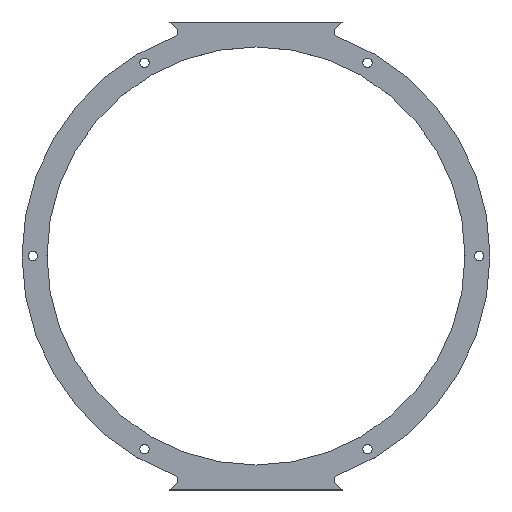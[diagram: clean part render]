
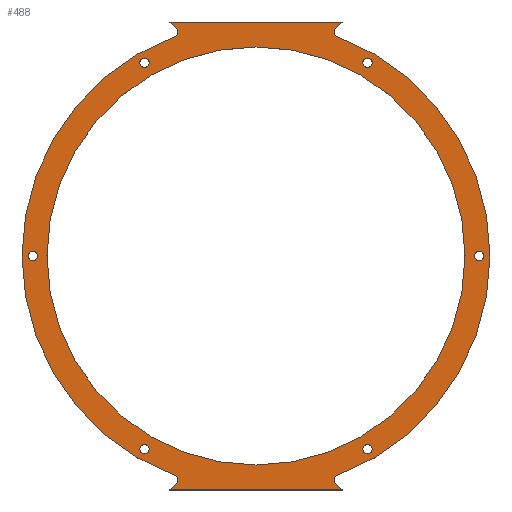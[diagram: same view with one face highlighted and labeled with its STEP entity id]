
A CAD part, top view. The second image highlights one B-rep face of the part: STEP entity #488.
In plain terms, the highlighted planar face has unit normal (0, 0, 1).
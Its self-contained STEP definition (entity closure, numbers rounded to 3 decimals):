
#15=FACE_BOUND('',#88,.T.);
#16=FACE_BOUND('',#89,.T.);
#17=FACE_BOUND('',#90,.T.);
#18=FACE_BOUND('',#91,.T.);
#19=FACE_BOUND('',#92,.T.);
#20=FACE_BOUND('',#93,.T.);
#21=FACE_BOUND('',#94,.T.);
#35=PLANE('',#568);
#62=FACE_OUTER_BOUND('',#87,.T.);
#87=EDGE_LOOP('',(#412,#413,#414,#415,#416,#417,#418,#419,#420,#421,#422,
#423));
#88=EDGE_LOOP('',(#424));
#89=EDGE_LOOP('',(#425));
#90=EDGE_LOOP('',(#426));
#91=EDGE_LOOP('',(#427));
#92=EDGE_LOOP('',(#428));
#93=EDGE_LOOP('',(#429));
#94=EDGE_LOOP('',(#430));
#115=LINE('',#787,#150);
#120=LINE('',#802,#155);
#125=LINE('',#817,#160);
#129=LINE('',#827,#164);
#133=LINE('',#844,#168);
#136=LINE('',#851,#171);
#150=VECTOR('',#644,10.);
#155=VECTOR('',#657,10.);
#160=VECTOR('',#670,10.);
#164=VECTOR('',#682,10.);
#168=VECTOR('',#700,10.);
#171=VECTOR('',#711,10.);
#173=CIRCLE('',#514,1.5);
#175=CIRCLE('',#517,1.5);
#177=CIRCLE('',#520,1.5);
#179=CIRCLE('',#523,1.5);
#181=CIRCLE('',#526,1.5);
#183=CIRCLE('',#529,1.5);
#191=CIRCLE('',#541,67.);
#193=CIRCLE('',#545,1.6);
#195=CIRCLE('',#549,1.6);
#197=CIRCLE('',#553,1.6);
#199=CIRCLE('',#557,75.);
#200=CIRCLE('',#559,75.);
#203=CIRCLE('',#564,1.6);
#205=VERTEX_POINT('',#723);
#207=VERTEX_POINT('',#729);
#209=VERTEX_POINT('',#735);
#211=VERTEX_POINT('',#741);
#213=VERTEX_POINT('',#747);
#215=VERTEX_POINT('',#753);
#223=VERTEX_POINT('',#777);
#226=VERTEX_POINT('',#784);
#227=VERTEX_POINT('',#786);
#229=VERTEX_POINT('',#792);
#232=VERTEX_POINT('',#799);
#233=VERTEX_POINT('',#801);
#235=VERTEX_POINT('',#807);
#238=VERTEX_POINT('',#814);
#239=VERTEX_POINT('',#816);
#241=VERTEX_POINT('',#822);
#243=VERTEX_POINT('',#831);
#246=VERTEX_POINT('',#841);
#247=VERTEX_POINT('',#843);
#249=EDGE_CURVE('',#205,#205,#173,.T.);
#252=EDGE_CURVE('',#207,#207,#175,.T.);
#255=EDGE_CURVE('',#209,#209,#177,.T.);
#258=EDGE_CURVE('',#211,#211,#179,.T.);
#261=EDGE_CURVE('',#213,#213,#181,.T.);
#264=EDGE_CURVE('',#215,#215,#183,.T.);
#276=EDGE_CURVE('',#223,#223,#191,.T.);
#280=EDGE_CURVE('',#227,#226,#115,.T.);
#283=EDGE_CURVE('',#229,#227,#193,.T.);
#287=EDGE_CURVE('',#232,#233,#120,.T.);
#291=EDGE_CURVE('',#235,#232,#195,.T.);
#294=EDGE_CURVE('',#238,#239,#125,.T.);
#298=EDGE_CURVE('',#241,#238,#197,.T.);
#300=EDGE_CURVE('',#239,#226,#129,.T.);
#303=EDGE_CURVE('',#241,#243,#199,.T.);
#304=EDGE_CURVE('',#235,#229,#200,.T.);
#308=EDGE_CURVE('',#247,#246,#133,.T.);
#311=EDGE_CURVE('',#243,#247,#203,.T.);
#313=EDGE_CURVE('',#233,#246,#136,.T.);
#412=ORIENTED_EDGE('',*,*,#304,.T.);
#413=ORIENTED_EDGE('',*,*,#283,.T.);
#414=ORIENTED_EDGE('',*,*,#280,.T.);
#415=ORIENTED_EDGE('',*,*,#300,.F.);
#416=ORIENTED_EDGE('',*,*,#294,.F.);
#417=ORIENTED_EDGE('',*,*,#298,.F.);
#418=ORIENTED_EDGE('',*,*,#303,.T.);
#419=ORIENTED_EDGE('',*,*,#311,.T.);
#420=ORIENTED_EDGE('',*,*,#308,.T.);
#421=ORIENTED_EDGE('',*,*,#313,.F.);
#422=ORIENTED_EDGE('',*,*,#287,.F.);
#423=ORIENTED_EDGE('',*,*,#291,.F.);
#424=ORIENTED_EDGE('',*,*,#249,.T.);
#425=ORIENTED_EDGE('',*,*,#252,.T.);
#426=ORIENTED_EDGE('',*,*,#255,.T.);
#427=ORIENTED_EDGE('',*,*,#258,.T.);
#428=ORIENTED_EDGE('',*,*,#261,.T.);
#429=ORIENTED_EDGE('',*,*,#264,.T.);
#430=ORIENTED_EDGE('',*,*,#276,.T.);
#488=ADVANCED_FACE('',(#62,#15,#16,#17,#18,#19,#20,#21),#35,.T.);
#514=AXIS2_PLACEMENT_3D('',#724,#574,#575);
#517=AXIS2_PLACEMENT_3D('',#730,#581,#582);
#520=AXIS2_PLACEMENT_3D('',#736,#588,#589);
#523=AXIS2_PLACEMENT_3D('',#742,#595,#596);
#526=AXIS2_PLACEMENT_3D('',#748,#602,#603);
#529=AXIS2_PLACEMENT_3D('',#754,#609,#610);
#541=AXIS2_PLACEMENT_3D('',#778,#637,#638);
#545=AXIS2_PLACEMENT_3D('',#793,#650,#651);
#549=AXIS2_PLACEMENT_3D('',#809,#664,#665);
#553=AXIS2_PLACEMENT_3D('',#824,#677,#678);
#557=AXIS2_PLACEMENT_3D('',#833,#688,#689);
#559=AXIS2_PLACEMENT_3D('',#835,#692,#693);
#564=AXIS2_PLACEMENT_3D('',#848,#706,#707);
#568=AXIS2_PLACEMENT_3D('',#856,#717,#718);
#574=DIRECTION('center_axis',(0.,0.,-1.));
#575=DIRECTION('ref_axis',(0.5,-0.866,0.));
#581=DIRECTION('center_axis',(0.,0.,-1.));
#582=DIRECTION('ref_axis',(-0.5,-0.866,0.));
#588=DIRECTION('center_axis',(0.,0.,-1.));
#589=DIRECTION('ref_axis',(-1.,0.,0.));
#595=DIRECTION('center_axis',(0.,0.,-1.));
#596=DIRECTION('ref_axis',(-0.5,0.866,0.));
#602=DIRECTION('center_axis',(0.,0.,-1.));
#603=DIRECTION('ref_axis',(0.5,0.866,0.));
#609=DIRECTION('center_axis',(0.,0.,-1.));
#610=DIRECTION('ref_axis',(1.,0.,0.));
#637=DIRECTION('center_axis',(0.,0.,-1.));
#638=DIRECTION('ref_axis',(-1.,0.,0.));
#644=DIRECTION('',(-0.748,-0.663,0.));
#650=DIRECTION('center_axis',(0.,0.,-1.));
#651=DIRECTION('ref_axis',(-0.663,0.748,0.));
#657=DIRECTION('',(-0.748,0.663,0.));
#664=DIRECTION('center_axis',(0.,0.,1.));
#665=DIRECTION('ref_axis',(-0.663,-0.748,0.));
#670=DIRECTION('',(0.748,-0.663,0.));
#677=DIRECTION('center_axis',(0.,0.,1.));
#678=DIRECTION('ref_axis',(0.663,0.748,0.));
#682=DIRECTION('',(-1.,0.,0.));
#688=DIRECTION('center_axis',(0.,0.,1.));
#689=DIRECTION('ref_axis',(1.,0.,0.));
#692=DIRECTION('center_axis',(0.,0.,1.));
#693=DIRECTION('ref_axis',(1.,0.,0.));
#700=DIRECTION('',(0.748,0.663,0.));
#706=DIRECTION('center_axis',(0.,0.,-1.));
#707=DIRECTION('ref_axis',(0.663,-0.748,0.));
#711=DIRECTION('',(1.,0.,0.));
#717=DIRECTION('center_axis',(0.,0.,1.));
#718=DIRECTION('ref_axis',(1.,0.,0.));
#723=CARTESIAN_POINT('',(35.,-60.622,6.));
#724=CARTESIAN_POINT('Origin',(35.75,-61.921,6.));
#729=CARTESIAN_POINT('',(-35.,-60.622,6.));
#730=CARTESIAN_POINT('Origin',(-35.75,-61.921,6.));
#735=CARTESIAN_POINT('',(-70.,0.,6.));
#736=CARTESIAN_POINT('Origin',(-71.5,0.,6.));
#741=CARTESIAN_POINT('',(-35.,60.622,6.));
#742=CARTESIAN_POINT('Origin',(-35.75,61.921,6.));
#747=CARTESIAN_POINT('',(35.,60.622,6.));
#748=CARTESIAN_POINT('Origin',(35.75,61.921,6.));
#753=CARTESIAN_POINT('',(70.,0.,6.));
#754=CARTESIAN_POINT('Origin',(71.5,0.,6.));
#777=CARTESIAN_POINT('',(67.,0.,6.));
#778=CARTESIAN_POINT('Origin',(0.,0.,6.));
#784=CARTESIAN_POINT('',(-27.839,-75.,6.));
#786=CARTESIAN_POINT('',(-25.594,-73.01,6.));
#787=CARTESIAN_POINT('',(-23.558,-71.204,6.));
#792=CARTESIAN_POINT('',(-26.099,-70.313,6.));
#793=CARTESIAN_POINT('Origin',(-26.656,-71.813,6.));
#799=CARTESIAN_POINT('',(-25.594,73.01,6.));
#801=CARTESIAN_POINT('',(-27.839,75.,6.));
#802=CARTESIAN_POINT('',(-23.558,71.204,6.));
#807=CARTESIAN_POINT('',(-26.099,70.313,6.));
#809=CARTESIAN_POINT('Origin',(-26.656,71.813,6.));
#814=CARTESIAN_POINT('',(25.594,-73.01,6.));
#816=CARTESIAN_POINT('',(27.839,-75.,6.));
#817=CARTESIAN_POINT('',(23.558,-71.204,6.));
#822=CARTESIAN_POINT('',(26.099,-70.313,6.));
#824=CARTESIAN_POINT('Origin',(26.656,-71.813,6.));
#827=CARTESIAN_POINT('',(27.839,-75.,6.));
#831=CARTESIAN_POINT('',(26.099,70.313,6.));
#833=CARTESIAN_POINT('Origin',(0.,0.,6.));
#835=CARTESIAN_POINT('Origin',(0.,0.,6.));
#841=CARTESIAN_POINT('',(27.839,75.,6.));
#843=CARTESIAN_POINT('',(25.594,73.01,6.));
#844=CARTESIAN_POINT('',(23.558,71.204,6.));
#848=CARTESIAN_POINT('Origin',(26.656,71.813,6.));
#851=CARTESIAN_POINT('',(-27.839,75.,6.));
#856=CARTESIAN_POINT('Origin',(0.,0.,6.));
